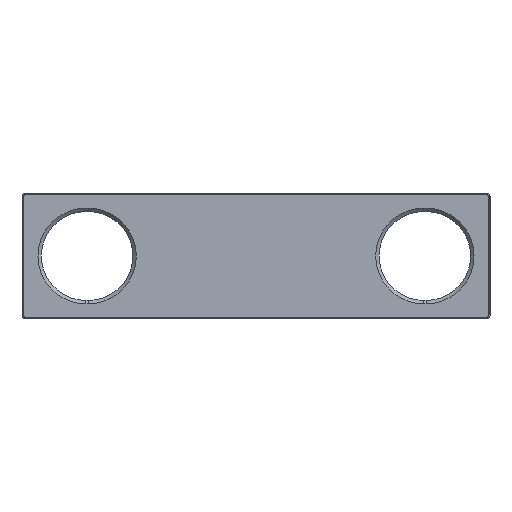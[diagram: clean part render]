
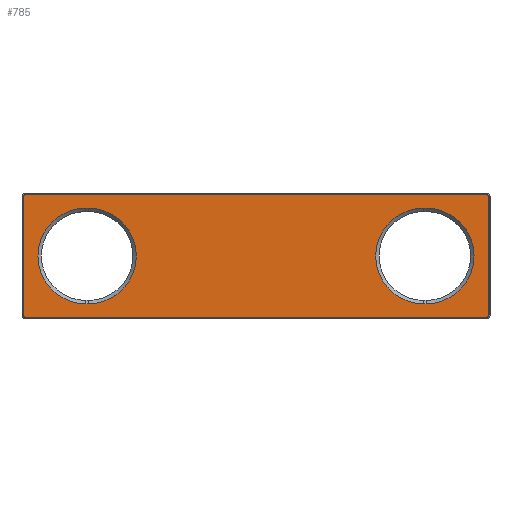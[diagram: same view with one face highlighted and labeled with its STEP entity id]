
A CAD part, front view. The second image highlights one B-rep face of the part: STEP entity #785.
In plain terms, the highlighted planar face has unit normal (0, -1, 0).
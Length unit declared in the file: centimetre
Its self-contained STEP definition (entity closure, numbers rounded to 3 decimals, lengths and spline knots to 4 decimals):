
#136 = CIRCLE ( 'NONE', #952, 0.3569 ) ;
#138 = LINE ( 'NONE', #2333, #141 ) ;
#140 = CIRCLE ( 'NONE', #953, 0.3569 ) ;
#141 = VECTOR ( 'NONE', #2334, 100. ) ;
#145 = CIRCLE ( 'NONE', #954, 0.0127 ) ;
#304 = CARTESIAN_POINT ( 'NONE',  ( 0., -1.905, -0.4699 ) ) ;
#315 = CARTESIAN_POINT ( 'NONE',  ( -1.7335, -1.905, -0.4445 ) ) ;
#346 = CARTESIAN_POINT ( 'NONE',  ( -1.7209, -1.905, 0.4572 ) ) ;
#353 = DIRECTION ( 'NONE',  ( 0., -1., 0. ) ) ;
#372 = CARTESIAN_POINT ( 'NONE',  ( -1.27, -1.905, 0.3569 ) ) ;
#447 = CARTESIAN_POINT ( 'NONE',  ( 1.7209, -1.905, 0.4572 ) ) ;
#448 = CARTESIAN_POINT ( 'NONE',  ( 1.25, -1.905, 0.3569 ) ) ;
#449 = CARTESIAN_POINT ( 'NONE',  ( 1.7209, -1.905, -0.4572 ) ) ;
#450 = CARTESIAN_POINT ( 'NONE',  ( -1.7209, -1.905, -0.4572 ) ) ;
#451 = CARTESIAN_POINT ( 'NONE',  ( 1.7335, -1.905, 0.4445 ) ) ;
#452 = CARTESIAN_POINT ( 'NONE',  ( -1.7336, -1.905, 0.4445 ) ) ;
#453 = CARTESIAN_POINT ( 'NONE',  ( 1.7336, -1.905, -0.4445 ) ) ;
#454 = CARTESIAN_POINT ( 'NONE',  ( -1.25, -1.905, 0.3569 ) ) ;
#457 = CARTESIAN_POINT ( 'NONE',  ( -1.25, -1.905, -0.3569 ) ) ;
#460 = CARTESIAN_POINT ( 'NONE',  ( -1.27, -1.905, -0.3569 ) ) ;
#473 = DIRECTION ( 'NONE',  ( 0., 0., -1. ) ) ;
#474 = PLANE ( 'NONE',  #2532 ) ;
#575 = FACE_BOUND ( 'NONE', #1928, .T. ) ;
#576 = FACE_OUTER_BOUND ( 'NONE', #1936, .T. ) ;
#580 = FACE_BOUND ( 'NONE', #2037, .T. ) ;
#581 = VERTEX_POINT ( 'NONE', #1094 ) ;
#582 = VERTEX_POINT ( 'NONE', #1075 ) ;
#583 = VERTEX_POINT ( 'NONE', #1099 ) ;
#584 = VERTEX_POINT ( 'NONE', #447 ) ;
#585 = VERTEX_POINT ( 'NONE', #448 ) ;
#586 = VERTEX_POINT ( 'NONE', #449 ) ;
#587 = VERTEX_POINT ( 'NONE', #450 ) ;
#588 = VERTEX_POINT ( 'NONE', #451 ) ;
#589 = VERTEX_POINT ( 'NONE', #452 ) ;
#590 = VERTEX_POINT ( 'NONE', #453 ) ;
#591 = VERTEX_POINT ( 'NONE', #454 ) ;
#594 = VERTEX_POINT ( 'NONE', #457 ) ;
#597 = VERTEX_POINT ( 'NONE', #460 ) ;
#680 = VERTEX_POINT ( 'NONE', #372 ) ;
#696 = VERTEX_POINT ( 'NONE', #315 ) ;
#725 = VERTEX_POINT ( 'NONE', #346 ) ;
#785 = ADVANCED_FACE ( 'NONE', ( #575, #576, #580 ), #474, .T. ) ;
#921 = AXIS2_PLACEMENT_3D ( 'NONE', #1319, #1318, #1317 ) ;
#922 = AXIS2_PLACEMENT_3D ( 'NONE', #1309, #1308, #1307 ) ;
#923 = AXIS2_PLACEMENT_3D ( 'NONE', #1298, #1297, #1296 ) ;
#924 = AXIS2_PLACEMENT_3D ( 'NONE', #1283, #1282, #1281 ) ;
#925 = AXIS2_PLACEMENT_3D ( 'NONE', #1277, #1276, #1275 ) ;
#952 = AXIS2_PLACEMENT_3D ( 'NONE', #2330, #2331, #2332 ) ;
#953 = AXIS2_PLACEMENT_3D ( 'NONE', #2337, #2338, #2339 ) ;
#954 = AXIS2_PLACEMENT_3D ( 'NONE', #2344, #2345, #2346 ) ;
#966 = EDGE_CURVE ( 'NONE', #589, #696, #2208, .T. ) ;
#968 = EDGE_CURVE ( 'NONE', #696, #587, #2212, .T. ) ;
#970 = EDGE_CURVE ( 'NONE', #587, #586, #2214, .T. ) ;
#972 = EDGE_CURVE ( 'NONE', #586, #590, #2217, .T. ) ;
#974 = EDGE_CURVE ( 'NONE', #590, #588, #2220, .T. ) ;
#976 = EDGE_CURVE ( 'NONE', #588, #584, #1170, .T. ) ;
#977 = EDGE_CURVE ( 'NONE', #584, #725, #1175, .T. ) ;
#979 = EDGE_CURVE ( 'NONE', #585, #583, #1120, .T. ) ;
#982 = EDGE_CURVE ( 'NONE', #583, #581, #1169, .T. ) ;
#984 = EDGE_CURVE ( 'NONE', #581, #582, #1156, .T. ) ;
#985 = EDGE_CURVE ( 'NONE', #582, #585, #1174, .T. ) ;
#1052 = EDGE_CURVE ( 'NONE', #594, #597, #2240, .T. ) ;
#1075 = CARTESIAN_POINT ( 'NONE',  ( 1.25, -1.905, -0.3569 ) ) ;
#1085 = EDGE_CURVE ( 'NONE', #597, #680, #136, .T. ) ;
#1087 = EDGE_CURVE ( 'NONE', #680, #591, #138, .T. ) ;
#1088 = EDGE_CURVE ( 'NONE', #591, #594, #140, .T. ) ;
#1091 = EDGE_CURVE ( 'NONE', #725, #589, #145, .T. ) ;
#1094 = CARTESIAN_POINT ( 'NONE',  ( 1.27, -1.905, -0.3569 ) ) ;
#1099 = CARTESIAN_POINT ( 'NONE',  ( 1.27, -1.905, 0.3569 ) ) ;
#1107 = VECTOR ( 'NONE', #1279, 100. ) ;
#1119 = VECTOR ( 'NONE', #1313, 100. ) ;
#1120 = LINE ( 'NONE', #1299, #1147 ) ;
#1147 = VECTOR ( 'NONE', #1292, 100. ) ;
#1156 = LINE ( 'NONE', #1280, #1107 ) ;
#1169 = CIRCLE ( 'NONE', #924, 0.3569 ) ;
#1170 = CIRCLE ( 'NONE', #923, 0.0127 ) ;
#1174 = CIRCLE ( 'NONE', #925, 0.3569 ) ;
#1175 = LINE ( 'NONE', #1303, #1119 ) ;
#1275 = DIRECTION ( 'NONE',  ( 0., 0., -1. ) ) ;
#1276 = DIRECTION ( 'NONE',  ( 0., 1., 0. ) ) ;
#1277 = CARTESIAN_POINT ( 'NONE',  ( 1.25, -1.905, 0. ) ) ;
#1279 = DIRECTION ( 'NONE',  ( -1., 0., 0. ) ) ;
#1280 = CARTESIAN_POINT ( 'NONE',  ( 0., -1.905, -0.3569 ) ) ;
#1281 = DIRECTION ( 'NONE',  ( 0., 0., -1. ) ) ;
#1282 = DIRECTION ( 'NONE',  ( 0., 1., 0. ) ) ;
#1283 = CARTESIAN_POINT ( 'NONE',  ( 1.27, -1.905, 0. ) ) ;
#1292 = DIRECTION ( 'NONE',  ( 1., 0., 0. ) ) ;
#1296 = DIRECTION ( 'NONE',  ( 0., 0., 1. ) ) ;
#1297 = DIRECTION ( 'NONE',  ( 0., -1., 0. ) ) ;
#1298 = CARTESIAN_POINT ( 'NONE',  ( 1.7209, -1.905, 0.4445 ) ) ;
#1299 = CARTESIAN_POINT ( 'NONE',  ( 0., -1.905, 0.3569 ) ) ;
#1303 = CARTESIAN_POINT ( 'NONE',  ( 0., -1.905, 0.4572 ) ) ;
#1305 = DIRECTION ( 'NONE',  ( 0., 0., 1. ) ) ;
#1306 = CARTESIAN_POINT ( 'NONE',  ( 1.7335, -1.905, -0.4699 ) ) ;
#1307 = DIRECTION ( 'NONE',  ( 0., 0., 1. ) ) ;
#1308 = DIRECTION ( 'NONE',  ( 0., -1., 0. ) ) ;
#1309 = CARTESIAN_POINT ( 'NONE',  ( 1.7209, -1.905, -0.4445 ) ) ;
#1313 = DIRECTION ( 'NONE',  ( -1., 0., 0. ) ) ;
#1315 = DIRECTION ( 'NONE',  ( 1., 0., 0. ) ) ;
#1316 = CARTESIAN_POINT ( 'NONE',  ( 0., -1.905, -0.4572 ) ) ;
#1317 = DIRECTION ( 'NONE',  ( 0., 0., 1. ) ) ;
#1318 = DIRECTION ( 'NONE',  ( 0., -1., 0. ) ) ;
#1319 = CARTESIAN_POINT ( 'NONE',  ( -1.7209, -1.905, -0.4445 ) ) ;
#1323 = DIRECTION ( 'NONE',  ( 0., 0., -1. ) ) ;
#1328 = CARTESIAN_POINT ( 'NONE',  ( -1.7335, -1.905, -0.4699 ) ) ;
#1614 = ORIENTED_EDGE ( 'NONE', *, *, #1091, .T. ) ;
#1616 = ORIENTED_EDGE ( 'NONE', *, *, #968, .T. ) ;
#1639 = ORIENTED_EDGE ( 'NONE', *, *, #1052, .T. ) ;
#1640 = ORIENTED_EDGE ( 'NONE', *, *, #1087, .T. ) ;
#1654 = ORIENTED_EDGE ( 'NONE', *, *, #1088, .T. ) ;
#1702 = ORIENTED_EDGE ( 'NONE', *, *, #977, .T. ) ;
#1706 = ORIENTED_EDGE ( 'NONE', *, *, #966, .T. ) ;
#1737 = ORIENTED_EDGE ( 'NONE', *, *, #985, .T. ) ;
#1740 = ORIENTED_EDGE ( 'NONE', *, *, #1085, .T. ) ;
#1753 = ORIENTED_EDGE ( 'NONE', *, *, #974, .T. ) ;
#1755 = ORIENTED_EDGE ( 'NONE', *, *, #979, .T. ) ;
#1780 = ORIENTED_EDGE ( 'NONE', *, *, #972, .T. ) ;
#1802 = ORIENTED_EDGE ( 'NONE', *, *, #984, .T. ) ;
#1815 = ORIENTED_EDGE ( 'NONE', *, *, #976, .T. ) ;
#1819 = ORIENTED_EDGE ( 'NONE', *, *, #970, .T. ) ;
#1868 = ORIENTED_EDGE ( 'NONE', *, *, #982, .T. ) ;
#1928 = EDGE_LOOP ( 'NONE', ( #1802, #1737, #1755, #1868 ) ) ;
#1936 = EDGE_LOOP ( 'NONE', ( #1815, #1702, #1614, #1706, #1616, #1819, #1780, #1753 ) ) ;
#2037 = EDGE_LOOP ( 'NONE', ( #1640, #1654, #1639, #1740 ) ) ;
#2208 = LINE ( 'NONE', #1328, #2213 ) ;
#2212 = CIRCLE ( 'NONE', #921, 0.0127 ) ;
#2213 = VECTOR ( 'NONE', #1323, 100. ) ;
#2214 = LINE ( 'NONE', #1316, #2219 ) ;
#2217 = CIRCLE ( 'NONE', #922, 0.0127 ) ;
#2219 = VECTOR ( 'NONE', #1315, 100. ) ;
#2220 = LINE ( 'NONE', #1306, #2224 ) ;
#2224 = VECTOR ( 'NONE', #1305, 100. ) ;
#2240 = LINE ( 'NONE', #2260, #2241 ) ;
#2241 = VECTOR ( 'NONE', #2262, 100. ) ;
#2260 = CARTESIAN_POINT ( 'NONE',  ( 0., -1.905, -0.3569 ) ) ;
#2262 = DIRECTION ( 'NONE',  ( -1., 0., 0. ) ) ;
#2330 = CARTESIAN_POINT ( 'NONE',  ( -1.27, -1.905, 0. ) ) ;
#2331 = DIRECTION ( 'NONE',  ( 0., 1., 0. ) ) ;
#2332 = DIRECTION ( 'NONE',  ( 0., 0., -1. ) ) ;
#2333 = CARTESIAN_POINT ( 'NONE',  ( 0., -1.905, 0.3569 ) ) ;
#2334 = DIRECTION ( 'NONE',  ( 1., 0., 0. ) ) ;
#2337 = CARTESIAN_POINT ( 'NONE',  ( -1.25, -1.905, 0. ) ) ;
#2338 = DIRECTION ( 'NONE',  ( 0., 1., 0. ) ) ;
#2339 = DIRECTION ( 'NONE',  ( 0., 0., -1. ) ) ;
#2344 = CARTESIAN_POINT ( 'NONE',  ( -1.7209, -1.905, 0.4445 ) ) ;
#2345 = DIRECTION ( 'NONE',  ( 0., -1., 0. ) ) ;
#2346 = DIRECTION ( 'NONE',  ( 0., 0., 1. ) ) ;
#2532 = AXIS2_PLACEMENT_3D ( 'NONE', #304, #353, #473 ) ;
